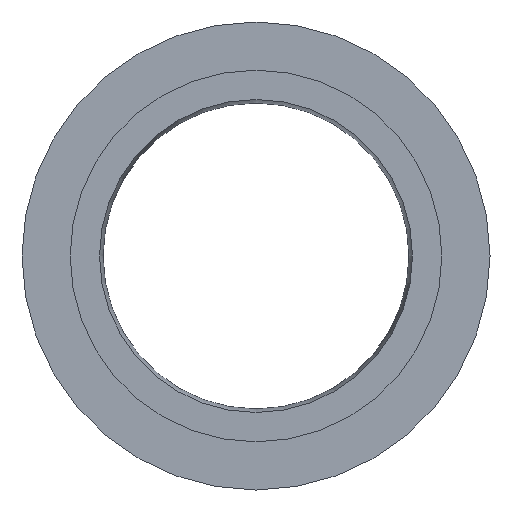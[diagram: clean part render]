
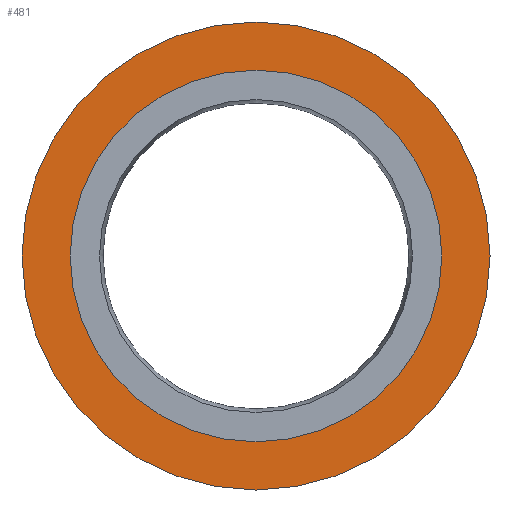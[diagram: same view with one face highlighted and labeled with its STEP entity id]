
A CAD part, left-side view. The second image highlights one B-rep face of the part: STEP entity #481.
In plain terms, the highlighted planar face has unit normal (-1, 0, 0).
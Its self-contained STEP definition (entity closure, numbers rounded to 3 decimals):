
#57=PLANE($,#557);
#111=FACE_BOUND($,#211,.T.);
#145=FACE_OUTER_BOUND($,#210,.T.);
#210=EDGE_LOOP($,(#412));
#211=EDGE_LOOP($,(#413));
#242=CIRCLE($,#532,37.528);
#250=CIRCLE($,#541,29.8);
#275=VERTEX_POINT($,#792);
#283=VERTEX_POINT($,#809);
#314=EDGE_CURVE($,#275,#275,#242,.T.);
#322=EDGE_CURVE($,#283,#283,#250,.T.);
#412=ORIENTED_EDGE($,*,*,#314,.F.);
#413=ORIENTED_EDGE($,*,*,#322,.T.);
#481=ADVANCED_FACE($,(#145,#111),#57,.T.);
#532=AXIS2_PLACEMENT_3D($,#793,#646,#647);
#541=AXIS2_PLACEMENT_3D($,#810,#664,#665);
#557=AXIS2_PLACEMENT_3D($,#836,#702,#703);
#646=DIRECTION('center_axis',(1.,0.,0.));
#647=DIRECTION('ref_axis',(0.,1.,0.));
#664=DIRECTION('center_axis',(1.,0.,0.));
#665=DIRECTION('ref_axis',(0.,1.,0.));
#702=DIRECTION('center_axis',(-1.,0.,0.));
#703=DIRECTION('ref_axis',(0.,0.,1.));
#792=CARTESIAN_POINT('',(25.7,-37.528,0.));
#793=CARTESIAN_POINT('Origin',(25.7,0.,0.));
#809=CARTESIAN_POINT('',(25.7,-29.8,0.));
#810=CARTESIAN_POINT('Origin',(25.7,0.,0.));
#836=CARTESIAN_POINT('Origin',(25.7,33.664,0.));
